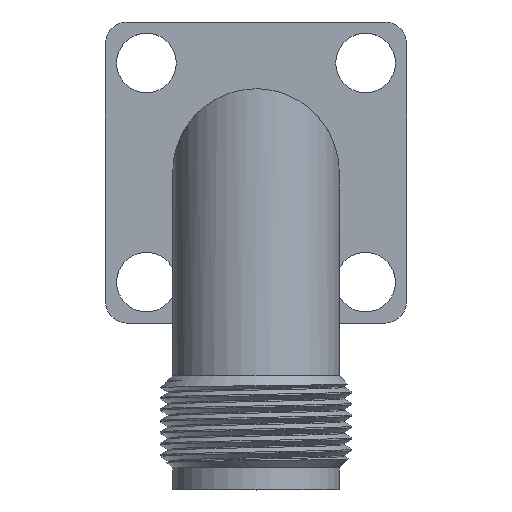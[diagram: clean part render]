
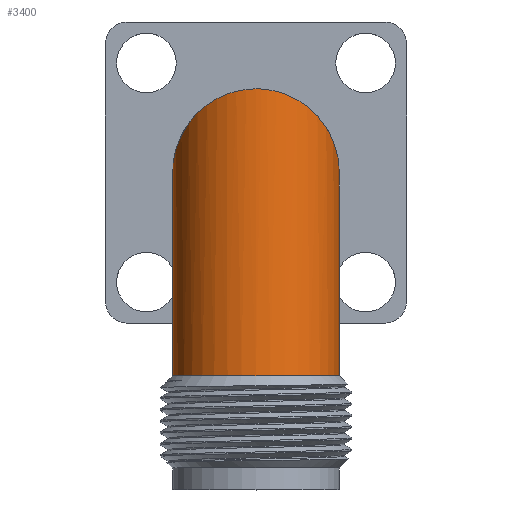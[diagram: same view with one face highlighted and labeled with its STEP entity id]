
A CAD part, top view. The second image highlights one B-rep face of the part: STEP entity #3400.
In plain terms, the highlighted cylindrical face has radius 4.826 mm (diameter 9.652 mm), a full revolution.
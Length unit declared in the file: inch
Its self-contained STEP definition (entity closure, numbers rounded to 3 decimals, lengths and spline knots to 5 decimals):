
#38 = DIRECTION ( 'NONE',  ( 0., 0., 1. ) ) ;
#57 =( BOUNDED_CURVE ( )  B_SPLINE_CURVE ( 3, ( #2877, #500, #1869, #3496, #3482, #2683, #2672 ),
 .UNSPECIFIED., .T., .F. ) 
 B_SPLINE_CURVE_WITH_KNOTS ( ( 4, 3, 4 ),
 ( 0., 3.14159, 6.28319 ),
 .UNSPECIFIED. ) 
 CURVE ( )  GEOMETRIC_REPRESENTATION_ITEM ( )  RATIONAL_B_SPLINE_CURVE ( ( 1., 0.333, 0.333, 1., 0.333, 0.333, 1. ) ) 
 REPRESENTATION_ITEM ( '' )  );
#139 = FACE_OUTER_BOUND ( 'NONE', #584, .T. ) ;
#309 = CIRCLE ( 'NONE', #1848, 0.19 ) ;
#500 = CARTESIAN_POINT ( 'NONE',  ( -0.38, 0.19, 0.641 ) ) ;
#584 = EDGE_LOOP ( 'NONE', ( #963 ) ) ;
#823 = FACE_OUTER_BOUND ( 'NONE', #1328, .T. ) ;
#849 = EDGE_CURVE ( 'NONE', #2316, #2316, #57, .T. ) ;
#963 = ORIENTED_EDGE ( 'NONE', *, *, #1305, .F. ) ;
#1305 = EDGE_CURVE ( 'NONE', #2948, #2948, #309, .T. ) ;
#1328 = EDGE_LOOP ( 'NONE', ( #1616 ) ) ;
#1348 = DIRECTION ( 'NONE',  ( 0., 0., 1. ) ) ;
#1502 = CYLINDRICAL_SURFACE ( 'NONE', #2461, 0.19 ) ;
#1616 = ORIENTED_EDGE ( 'NONE', *, *, #849, .T. ) ;
#1848 = AXIS2_PLACEMENT_3D ( 'NONE', #2740, #3263, #38 ) ;
#1859 = DIRECTION ( 'NONE',  ( 0., -1., 0. ) ) ;
#1869 = CARTESIAN_POINT ( 'NONE',  ( -0.38, -0.19, 0.261 ) ) ;
#1914 = CARTESIAN_POINT ( 'NONE',  ( 0., 0.19, 0.641 ) ) ;
#2316 = VERTEX_POINT ( 'NONE', #1914 ) ;
#2454 = CARTESIAN_POINT ( 'NONE',  ( 0., -0.4645, 0.641 ) ) ;
#2461 = AXIS2_PLACEMENT_3D ( 'NONE', #3486, #1859, #1348 ) ;
#2672 = CARTESIAN_POINT ( 'NONE',  ( 0., 0.19, 0.641 ) ) ;
#2683 = CARTESIAN_POINT ( 'NONE',  ( 0.38, 0.19, 0.641 ) ) ;
#2740 = CARTESIAN_POINT ( 'NONE',  ( 0., -0.4645, 0.451 ) ) ;
#2877 = CARTESIAN_POINT ( 'NONE',  ( 0., 0.19, 0.641 ) ) ;
#2948 = VERTEX_POINT ( 'NONE', #2454 ) ;
#3263 = DIRECTION ( 'NONE',  ( 0., -1., 0. ) ) ;
#3400 = ADVANCED_FACE ( 'NONE', ( #139, #823 ), #1502, .T. ) ;
#3482 = CARTESIAN_POINT ( 'NONE',  ( 0.38, -0.19, 0.261 ) ) ;
#3486 = CARTESIAN_POINT ( 'NONE',  ( 0., -0.7245, 0.451 ) ) ;
#3496 = CARTESIAN_POINT ( 'NONE',  ( 0., -0.19, 0.261 ) ) ;
